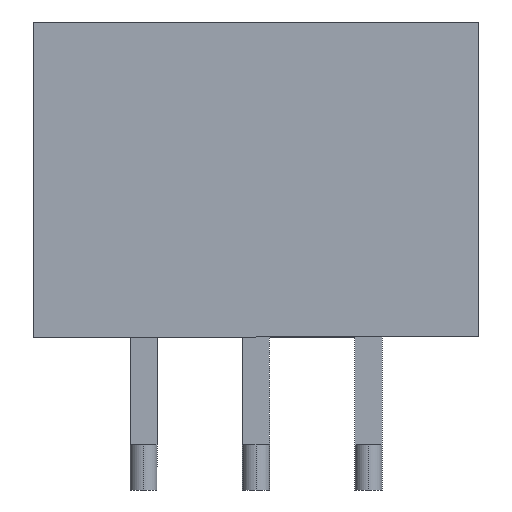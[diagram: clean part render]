
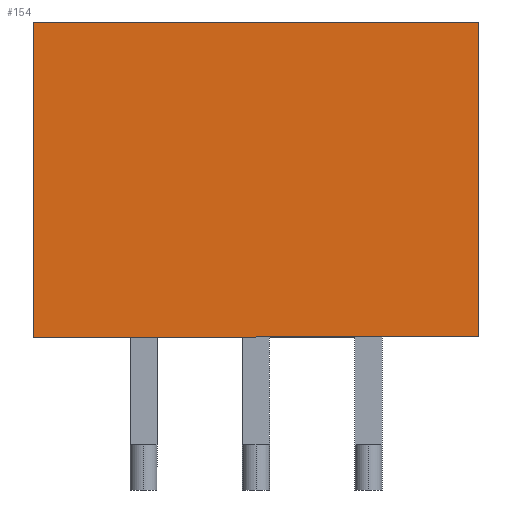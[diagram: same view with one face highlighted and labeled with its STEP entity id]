
A CAD part, front view. The second image highlights one B-rep face of the part: STEP entity #154.
In plain terms, the highlighted planar face has unit normal (0, -1, 0).
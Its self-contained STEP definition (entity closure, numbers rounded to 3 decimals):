
#149 = ORIENTED_EDGE ( 'NONE', *, *, #649, .F. ) ;
#153 = ORIENTED_EDGE ( 'NONE', *, *, #773, .F. ) ;
#154 = ADVANCED_FACE ( 'NONE', ( #1193 ), #1230, .T. ) ;
#155 = EDGE_LOOP ( 'NONE', ( #149, #162, #153, #157 ) ) ;
#157 = ORIENTED_EDGE ( 'NONE', *, *, #667, .F. ) ;
#162 = ORIENTED_EDGE ( 'NONE', *, *, #492, .F. ) ;
#492 = EDGE_CURVE ( 'NONE', #493, #494, #1921, .T. ) ;
#493 = VERTEX_POINT ( 'NONE', #1917 ) ;
#494 = VERTEX_POINT ( 'NONE', #1916 ) ;
#649 = EDGE_CURVE ( 'NONE', #494, #654, #2261, .T. ) ;
#654 = VERTEX_POINT ( 'NONE', #2294 ) ;
#663 = VERTEX_POINT ( 'NONE', #2316 ) ;
#667 = EDGE_CURVE ( 'NONE', #654, #663, #2310, .T. ) ;
#773 = EDGE_CURVE ( 'NONE', #663, #493, #2508, .T. ) ;
#1193 = FACE_OUTER_BOUND ( 'NONE', #155, .T. ) ;
#1226 = DIRECTION ( 'NONE',  ( 0., 0., -1. ) ) ;
#1227 = DIRECTION ( 'NONE',  ( 0., -1., 0. ) ) ;
#1228 = CARTESIAN_POINT ( 'NONE',  ( 0., 0., 0. ) ) ;
#1229 = AXIS2_PLACEMENT_3D ( 'NONE', #1228, #1227, #1226 ) ;
#1230 = PLANE ( 'NONE',  #1229 ) ;
#1916 = CARTESIAN_POINT ( 'NONE',  ( 0., 0., -7. ) ) ;
#1917 = CARTESIAN_POINT ( 'NONE',  ( 9.9, 0., -7. ) ) ;
#1918 = DIRECTION ( 'NONE',  ( -1., 0., 0. ) ) ;
#1919 = VECTOR ( 'NONE', #1918, 1000. ) ;
#1920 = CARTESIAN_POINT ( 'NONE',  ( 0., 0., -7. ) ) ;
#1921 = LINE ( 'NONE', #1920, #1919 ) ;
#2258 = DIRECTION ( 'NONE',  ( 0., 0., 1. ) ) ;
#2259 = VECTOR ( 'NONE', #2258, 1000. ) ;
#2260 = CARTESIAN_POINT ( 'NONE',  ( 0., 0., 0. ) ) ;
#2261 = LINE ( 'NONE', #2260, #2259 ) ;
#2294 = CARTESIAN_POINT ( 'NONE',  ( 0., 0., 0. ) ) ;
#2307 = DIRECTION ( 'NONE',  ( 1., 0., 0. ) ) ;
#2308 = VECTOR ( 'NONE', #2307, 1000. ) ;
#2309 = CARTESIAN_POINT ( 'NONE',  ( 0., 0., 0. ) ) ;
#2310 = LINE ( 'NONE', #2309, #2308 ) ;
#2316 = CARTESIAN_POINT ( 'NONE',  ( 9.9, 0., 0. ) ) ;
#2505 = DIRECTION ( 'NONE',  ( 0., 0., -1. ) ) ;
#2506 = VECTOR ( 'NONE', #2505, 1000. ) ;
#2507 = CARTESIAN_POINT ( 'NONE',  ( 9.9, 0., 0. ) ) ;
#2508 = LINE ( 'NONE', #2507, #2506 ) ;
